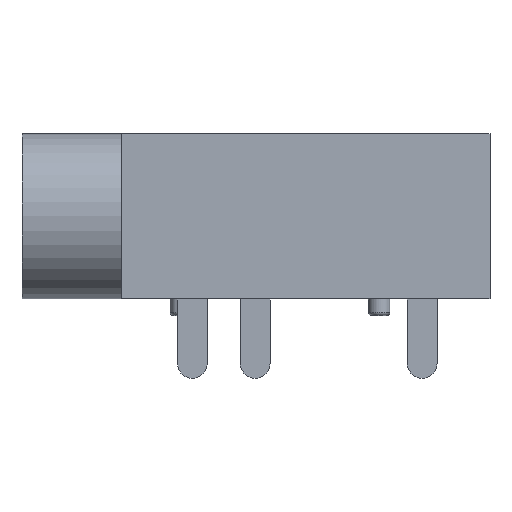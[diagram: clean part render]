
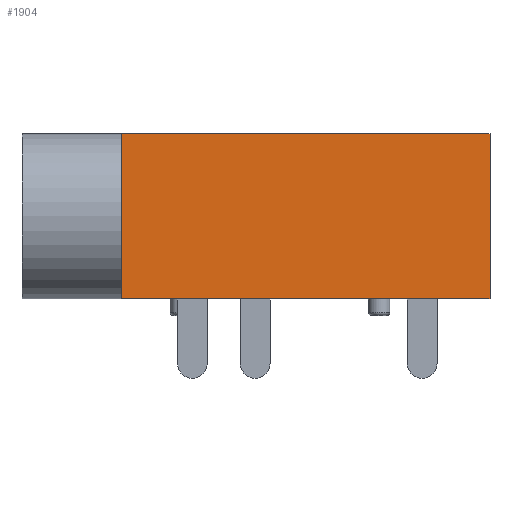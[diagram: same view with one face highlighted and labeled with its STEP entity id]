
A CAD part, front view. The second image highlights one B-rep face of the part: STEP entity #1904.
In plain terms, the highlighted planar face has unit normal (0, -1, 0).
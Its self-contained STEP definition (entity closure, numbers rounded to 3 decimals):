
#174=FACE_OUTER_BOUND('',#285,.T.);
#285=EDGE_LOOP('',(#1499,#1500,#1501,#1502));
#355=LINE('',#2722,#571);
#453=LINE('',#2978,#669);
#456=LINE('',#2983,#672);
#457=LINE('',#2985,#673);
#571=VECTOR('',#2171,10.);
#669=VECTOR('',#2421,10.);
#672=VECTOR('',#2426,10.);
#673=VECTOR('',#2429,10.);
#782=VERTEX_POINT('',#2719);
#783=VERTEX_POINT('',#2721);
#865=VERTEX_POINT('',#2977);
#866=VERTEX_POINT('',#2981);
#968=EDGE_CURVE('',#783,#782,#355,.T.);
#1095=EDGE_CURVE('',#783,#865,#453,.T.);
#1098=EDGE_CURVE('',#782,#866,#456,.T.);
#1099=EDGE_CURVE('',#865,#866,#457,.T.);
#1499=ORIENTED_EDGE('',*,*,#968,.T.);
#1500=ORIENTED_EDGE('',*,*,#1098,.T.);
#1501=ORIENTED_EDGE('',*,*,#1099,.F.);
#1502=ORIENTED_EDGE('',*,*,#1095,.F.);
#1815=PLANE('',#2060);
#1904=ADVANCED_FACE('',(#174),#1815,.T.);
#2060=AXIS2_PLACEMENT_3D('',#2984,#2427,#2428);
#2171=DIRECTION('',(1.,0.,0.));
#2421=DIRECTION('',(0.,0.,1.));
#2426=DIRECTION('',(0.,0.,1.));
#2427=DIRECTION('center_axis',(0.,-1.,0.));
#2428=DIRECTION('ref_axis',(1.,0.,0.));
#2429=DIRECTION('',(1.,0.,0.));
#2719=CARTESIAN_POINT('',(11.15,-3.,0.));
#2721=CARTESIAN_POINT('',(0.,-3.,0.));
#2722=CARTESIAN_POINT('',(0.,-3.,0.));
#2977=CARTESIAN_POINT('',(0.,-3.,5.));
#2978=CARTESIAN_POINT('',(0.,-3.,0.));
#2981=CARTESIAN_POINT('',(11.15,-3.,5.));
#2983=CARTESIAN_POINT('',(11.15,-3.,0.));
#2984=CARTESIAN_POINT('Origin',(0.,-3.,0.));
#2985=CARTESIAN_POINT('',(0.,-3.,5.));
